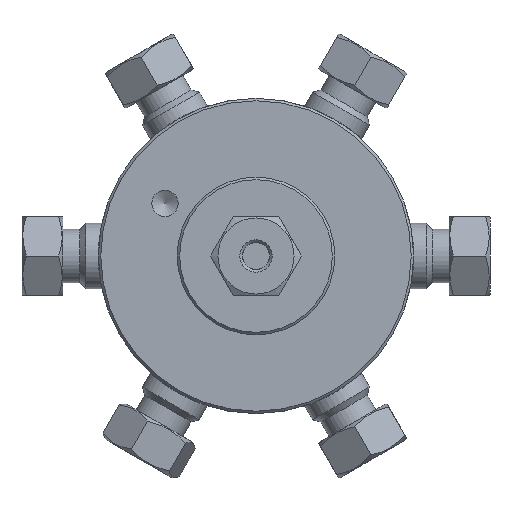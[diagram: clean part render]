
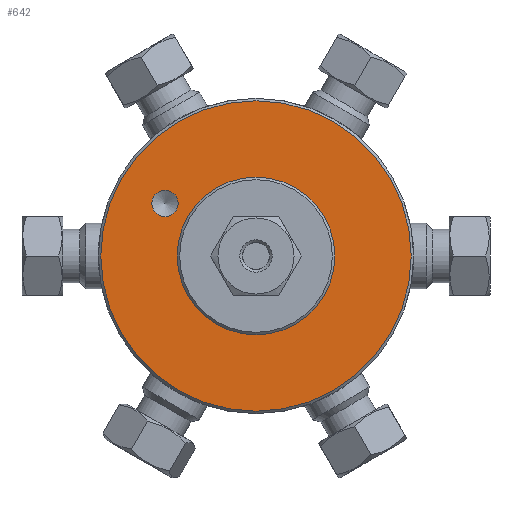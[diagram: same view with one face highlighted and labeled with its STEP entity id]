
A CAD part, left-side view. The second image highlights one B-rep face of the part: STEP entity #642.
In plain terms, the highlighted planar face has unit normal (-1, 0, 0).
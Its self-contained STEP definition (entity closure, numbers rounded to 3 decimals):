
#571=CARTESIAN_POINT('',(6.35,18.75,0.));
#572=VERTEX_POINT('',#571);
#573=CARTESIAN_POINT('',(6.35,0.,0.0));
#574=DIRECTION('',(1.0,0.0,0.0));
#575=DIRECTION('',(0.0,-1.0,0.0));
#576=AXIS2_PLACEMENT_3D('',#573,#574,#575);
#577=CIRCLE('',#576,18.75);
#578=EDGE_CURVE('',#572,#572,#577,.T.);
#599=CARTESIAN_POINT('',(6.35,10.999,7.938));
#600=VERTEX_POINT('',#599);
#601=CARTESIAN_POINT('',(6.35,10.999,6.35));
#602=DIRECTION('',(1.0,0.0,0.0));
#603=DIRECTION('',(0.0,0.0,1.0));
#604=AXIS2_PLACEMENT_3D('',#601,#602,#603);
#605=CIRCLE('',#604,1.588);
#606=EDGE_CURVE('',#600,#600,#605,.T.);
#620=CARTESIAN_POINT('',(6.35,14.288,0.0));
#621=DIRECTION('',(-1.0,0.0,0.0));
#622=DIRECTION('',(0.0,0.0,1.0));
#623=AXIS2_PLACEMENT_3D('',#620,#621,#622);
#624=PLANE('',#623);
#625=ORIENTED_EDGE('',*,*,#578,.F.);
#626=EDGE_LOOP('',(#625));
#627=FACE_OUTER_BOUND('',#626,.T.);
#628=ORIENTED_EDGE('',*,*,#606,.T.);
#629=EDGE_LOOP('',(#628));
#630=FACE_BOUND('',#629,.T.);
#631=CARTESIAN_POINT('',(6.35,9.525,0.0));
#632=VERTEX_POINT('',#631);
#633=CARTESIAN_POINT('',(6.35,0.,0.0));
#634=DIRECTION('',(1.0,0.0,0.0));
#635=DIRECTION('',(0.0,1.0,0.0));
#636=AXIS2_PLACEMENT_3D('',#633,#634,#635);
#637=CIRCLE('',#636,9.525);
#638=EDGE_CURVE('',#632,#632,#637,.T.);
#639=ORIENTED_EDGE('',*,*,#638,.T.);
#640=EDGE_LOOP('',(#639));
#641=FACE_BOUND('',#640,.T.);
#642=ADVANCED_FACE('',(#627,#630,#641),#624,.T.);
